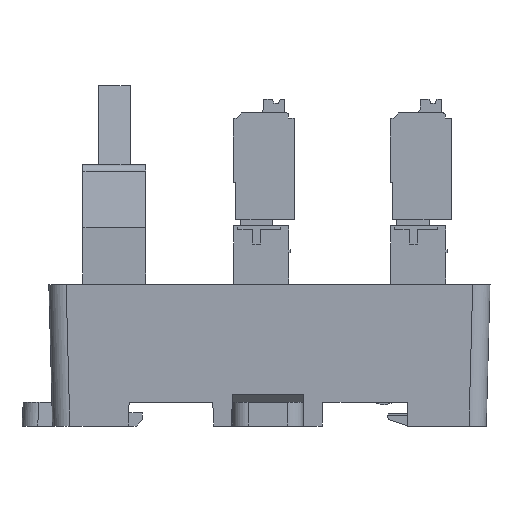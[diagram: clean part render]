
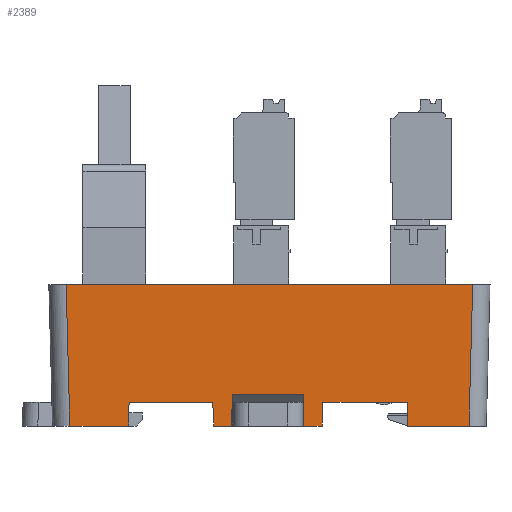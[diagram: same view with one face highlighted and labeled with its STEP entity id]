
A CAD part, left-side view. The second image highlights one B-rep face of the part: STEP entity #2389.
In plain terms, the highlighted planar face has unit normal (-1, 0, -0.026).
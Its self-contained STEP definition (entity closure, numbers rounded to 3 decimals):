
#815=FACE_OUTER_BOUND('',#6205,.T.);
#2389=ADVANCED_FACE('',(#815),#3997,.T.);
#3997=PLANE('',#32486);
#6205=EDGE_LOOP('',(#8918,#8919,#8920,#8921,#8922,#8923,#8924,#8925,#8926,
#8927,#8928,#8929,#8930,#8931,#8932,#8933));
#8918=ORIENTED_EDGE('',*,*,#20621,.T.);
#8919=ORIENTED_EDGE('',*,*,#20634,.F.);
#8920=ORIENTED_EDGE('',*,*,#20630,.T.);
#8921=ORIENTED_EDGE('',*,*,#20616,.T.);
#8922=ORIENTED_EDGE('',*,*,#20575,.F.);
#8923=ORIENTED_EDGE('',*,*,#20579,.T.);
#8924=ORIENTED_EDGE('',*,*,#20582,.F.);
#8925=ORIENTED_EDGE('',*,*,#20585,.T.);
#8926=ORIENTED_EDGE('',*,*,#20563,.F.);
#8927=ORIENTED_EDGE('',*,*,#20561,.T.);
#8928=ORIENTED_EDGE('',*,*,#20560,.F.);
#8929=ORIENTED_EDGE('',*,*,#20595,.T.);
#8930=ORIENTED_EDGE('',*,*,#20599,.T.);
#8931=ORIENTED_EDGE('',*,*,#20603,.T.);
#8932=ORIENTED_EDGE('',*,*,#20606,.T.);
#8933=ORIENTED_EDGE('',*,*,#20608,.T.);
#17348=VERTEX_POINT('',#45012);
#17349=VERTEX_POINT('',#45014);
#17350=VERTEX_POINT('',#45018);
#17351=VERTEX_POINT('',#45022);
#17357=VERTEX_POINT('',#45044);
#17358=VERTEX_POINT('',#45046);
#17360=VERTEX_POINT('',#45053);
#17362=VERTEX_POINT('',#45059);
#17369=VERTEX_POINT('',#45083);
#17371=VERTEX_POINT('',#45090);
#17373=VERTEX_POINT('',#45097);
#17375=VERTEX_POINT('',#45103);
#17376=VERTEX_POINT('',#45108);
#17382=VERTEX_POINT('',#45123);
#17385=VERTEX_POINT('',#45131);
#17390=VERTEX_POINT('',#45151);
#20560=EDGE_CURVE('',#17349,#17348,#25049,.T.);
#20561=EDGE_CURVE('',#17350,#17348,#25050,.T.);
#20563=EDGE_CURVE('',#17350,#17351,#25052,.T.);
#20575=EDGE_CURVE('',#17357,#17358,#25064,.T.);
#20579=EDGE_CURVE('',#17357,#17360,#25068,.T.);
#20582=EDGE_CURVE('',#17362,#17360,#25071,.T.);
#20585=EDGE_CURVE('',#17362,#17351,#25074,.T.);
#20595=EDGE_CURVE('',#17349,#17369,#25084,.T.);
#20599=EDGE_CURVE('',#17369,#17371,#25088,.T.);
#20603=EDGE_CURVE('',#17371,#17373,#25092,.T.);
#20606=EDGE_CURVE('',#17373,#17375,#25095,.T.);
#20608=EDGE_CURVE('',#17375,#17376,#25097,.T.);
#20616=EDGE_CURVE('',#17382,#17358,#25102,.T.);
#20621=EDGE_CURVE('',#17376,#17385,#25105,.T.);
#20630=EDGE_CURVE('',#17390,#17382,#25112,.T.);
#20634=EDGE_CURVE('',#17390,#17385,#25115,.T.);
#25049=LINE('',#45015,#28881);
#25050=LINE('',#45017,#28882);
#25052=LINE('',#45021,#28884);
#25064=LINE('',#45045,#28896);
#25068=LINE('',#45052,#28900);
#25071=LINE('',#45058,#28903);
#25074=LINE('',#45064,#28906);
#25084=LINE('',#45084,#28916);
#25088=LINE('',#45091,#28920);
#25092=LINE('',#45098,#28924);
#25095=LINE('',#45104,#28927);
#25097=LINE('',#45107,#28929);
#25102=LINE('',#45122,#28934);
#25105=LINE('',#45132,#28937);
#25112=LINE('',#45150,#28944);
#25115=LINE('',#45158,#28947);
#28881=VECTOR('',#35439,1.);
#28882=VECTOR('',#35442,1.);
#28884=VECTOR('',#35446,1.);
#28896=VECTOR('',#35468,1.);
#28900=VECTOR('',#35474,1.);
#28903=VECTOR('',#35479,1.);
#28906=VECTOR('',#35484,1.);
#28916=VECTOR('',#35502,1.);
#28920=VECTOR('',#35508,1.);
#28924=VECTOR('',#35514,1.);
#28927=VECTOR('',#35519,1.);
#28929=VECTOR('',#35523,1.);
#28934=VECTOR('',#35536,1.);
#28937=VECTOR('',#35545,1.);
#28944=VECTOR('',#35566,1.);
#28947=VECTOR('',#35575,1.);
#32486=AXIS2_PLACEMENT_3D('',#45159,#35576,#35577);
#35439=DIRECTION('',(-0.026,0.009,1.));
#35442=DIRECTION('',(0.,-1.,0.));
#35446=DIRECTION('',(0.026,0.009,-1.));
#35468=DIRECTION('',(0.026,0.017,-1.));
#35474=DIRECTION('',(0.,-1.,0.));
#35479=DIRECTION('',(-0.026,0.035,0.999));
#35484=DIRECTION('',(0.,-1.,0.));
#35502=DIRECTION('',(0.,-1.,0.));
#35508=DIRECTION('',(-0.026,-0.035,0.999));
#35514=DIRECTION('',(0.,-1.,0.));
#35519=DIRECTION('',(0.026,-0.017,-1.));
#35523=DIRECTION('',(0.,-1.,0.));
#35536=DIRECTION('',(0.,-1.,0.));
#35545=DIRECTION('',(-0.026,-0.026,0.999));
#35566=DIRECTION('',(0.026,-0.026,-0.999));
#35575=DIRECTION('',(0.,-1.,0.));
#35576=DIRECTION('',(-1.,0.,-0.026));
#35577=DIRECTION('',(-0.026,0.,1.));
#45012=CARTESIAN_POINT('',(-39.083,415.658,176.));
#45014=CARTESIAN_POINT('',(-38.979,415.623,172.));
#45015=CARTESIAN_POINT('',(-39.451,415.78,190.032));
#45017=CARTESIAN_POINT('',(-39.083,419.699,176.));
#45018=CARTESIAN_POINT('',(-39.083,424.74,176.));
#45021=CARTESIAN_POINT('',(-39.451,424.618,190.04));
#45022=CARTESIAN_POINT('',(-38.979,424.775,172.));
#45044=CARTESIAN_POINT('',(-39.057,437.849,175.));
#45045=CARTESIAN_POINT('',(-39.026,437.87,173.796));
#45046=CARTESIAN_POINT('',(-38.979,437.901,172.));
#45052=CARTESIAN_POINT('',(-39.057,420.199,175.));
#45053=CARTESIAN_POINT('',(-39.057,427.199,175.));
#45058=CARTESIAN_POINT('',(-39.026,427.157,173.798));
#45059=CARTESIAN_POINT('',(-38.979,427.094,172.));
#45064=CARTESIAN_POINT('',(-38.979,420.199,172.));
#45083=CARTESIAN_POINT('',(-38.979,413.304,172.));
#45084=CARTESIAN_POINT('',(-38.979,420.199,172.));
#45090=CARTESIAN_POINT('',(-39.057,413.199,175.));
#45091=CARTESIAN_POINT('',(-39.444,412.684,189.753));
#45097=CARTESIAN_POINT('',(-39.057,402.449,175.));
#45098=CARTESIAN_POINT('',(-39.057,420.199,175.));
#45103=CARTESIAN_POINT('',(-38.979,402.397,172.));
#45104=CARTESIAN_POINT('',(-39.458,402.716,190.294));
#45107=CARTESIAN_POINT('',(-38.979,419.699,172.));
#45108=CARTESIAN_POINT('',(-38.979,394.62,172.));
#45122=CARTESIAN_POINT('',(-38.979,420.199,172.));
#45123=CARTESIAN_POINT('',(-38.979,445.378,172.));
#45131=CARTESIAN_POINT('',(-39.45,394.148,190.));
#45132=CARTESIAN_POINT('',(-39.433,394.166,189.34));
#45150=CARTESIAN_POINT('',(-39.433,445.833,189.34));
#45151=CARTESIAN_POINT('',(-39.45,445.85,190.));
#45158=CARTESIAN_POINT('',(-39.45,419.699,190.));
#45159=CARTESIAN_POINT('',(-39.45,419.699,189.997));
